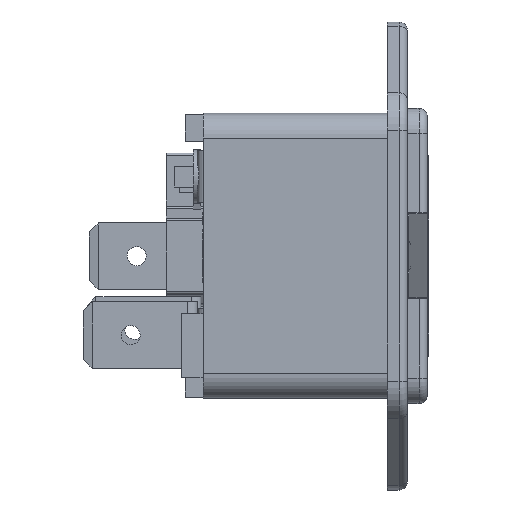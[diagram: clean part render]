
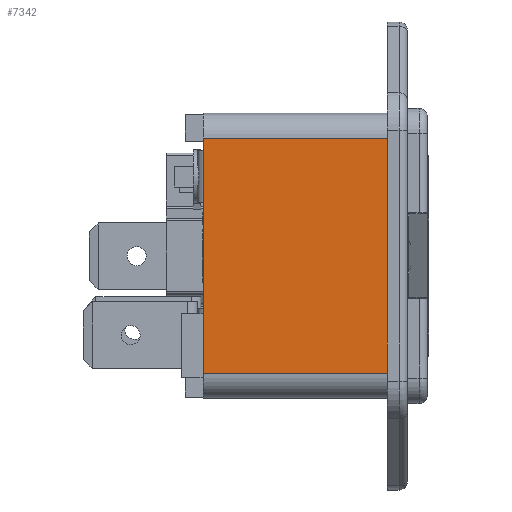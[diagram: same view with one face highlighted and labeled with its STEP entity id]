
A CAD part, top view. The second image highlights one B-rep face of the part: STEP entity #7342.
In plain terms, the highlighted planar face has unit normal (0, 0, 1).
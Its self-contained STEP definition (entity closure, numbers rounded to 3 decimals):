
#7342=ADVANCED_FACE('',(#15783),#15784,.T.);
#15783=FACE_OUTER_BOUND('',#20094,.T.);
#15784=PLANE('',#20095);
#20094=EDGE_LOOP('',(#27002,#27003,#27004,#27005));
#20095=AXIS2_PLACEMENT_3D('',#27006,#27007,#27008);
#27002=ORIENTED_EDGE('',*,*,#37749,.T.);
#27003=ORIENTED_EDGE('',*,*,#38243,.T.);
#27004=ORIENTED_EDGE('',*,*,#37954,.F.);
#27005=ORIENTED_EDGE('',*,*,#38244,.F.);
#27006=CARTESIAN_POINT('',(0.35,0.0,15.43));
#27007=DIRECTION('',(0.0,0.0,1.0));
#27008=DIRECTION('',(1.0,0.0,0.0));
#37749=EDGE_CURVE('',#42182,#42180,#42183,.T.);
#37954=EDGE_CURVE('',#42543,#42545,#42546,.T.);
#38243=EDGE_CURVE('',#42180,#42545,#43103,.T.);
#38244=EDGE_CURVE('',#42182,#42543,#43104,.T.);
#42180=VERTEX_POINT('',#44864);
#42182=VERTEX_POINT('',#44866);
#42183=LINE('',#44867,#44868);
#42543=VERTEX_POINT('',#45412);
#42545=VERTEX_POINT('',#45414);
#42546=LINE('',#45415,#45416);
#43103=LINE('',#46244,#46245);
#43104=LINE('',#46246,#46247);
#44864=CARTESIAN_POINT('',(0.0,11.163,15.43));
#44866=CARTESIAN_POINT('',(0.0,-11.163,15.43));
#44867=CARTESIAN_POINT('',(0.0,-11.163,15.43));
#44868=VECTOR('',#48699,22.326);
#45412=CARTESIAN_POINT('',(-17.475,-11.163,15.43));
#45414=CARTESIAN_POINT('',(-17.475,11.163,15.43));
#45415=CARTESIAN_POINT('',(-17.475,-11.163,15.43));
#45416=VECTOR('',#48944,22.326);
#46244=CARTESIAN_POINT('',(0.0,11.163,15.43));
#46245=VECTOR('',#49267,17.475);
#46246=CARTESIAN_POINT('',(0.0,-11.163,15.43));
#46247=VECTOR('',#49268,17.475);
#48699=DIRECTION('',(0.0,1.0,0.0));
#48944=DIRECTION('',(0.0,1.0,0.0));
#49267=DIRECTION('',(-1.0,0.0,0.0));
#49268=DIRECTION('',(-1.0,0.0,0.0));
